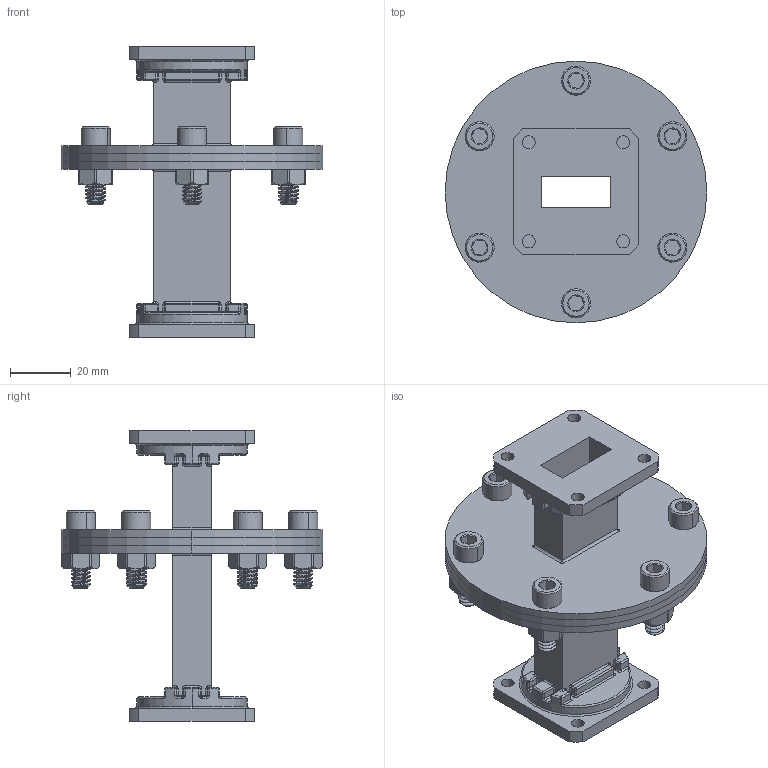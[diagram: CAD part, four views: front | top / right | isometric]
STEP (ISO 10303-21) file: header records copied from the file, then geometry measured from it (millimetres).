
FILE_DESCRIPTION (( 'STEP AP214' ), '1' );
FILE_NAME ('PEWAD5014_3D.step', '2023-07-12T16:43:21', ( '' ), ( '' ), 'SwSTEP 2.0', 'SolidWorks 2022', '' );
FILE_SCHEMA (( 'AUTOMOTIVE_DESIGN' ));
Length unit declared in the file: inch
Products named in the file (1): PEWAD5014_3D
Bounding box: 85.85 x 85.85 x 95.25 mm (x, y, z)
Volume: 74016.1 mm3; surface area: 39110.1 mm2
Topology: 1 solids, 7 shells, 1096 faces, 2724 edges, 1597 vertices
Faces by surface type: cylinder 583, plane 206, cone 114, torus 80, sphere 65, bspline 48
Entity records: 49113 total; most frequent: CARTESIAN_POINT 25285, ORIENTED_EDGE 5302, DIRECTION 4799, EDGE_CURVE 2651, AXIS2_PLACEMENT_3D 1901, VERTEX_POINT 1597, EDGE_LOOP 1154, ADVANCED_FACE 1096
